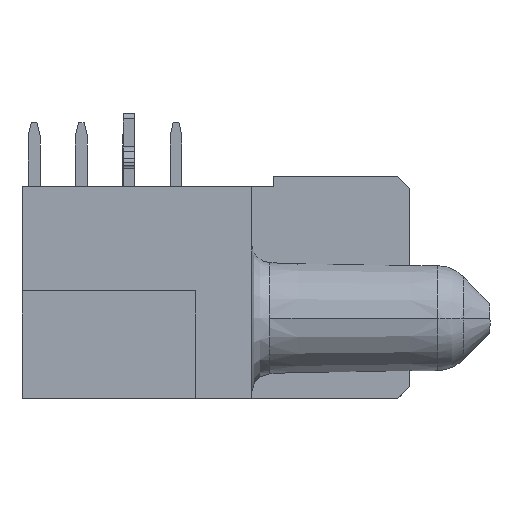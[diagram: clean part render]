
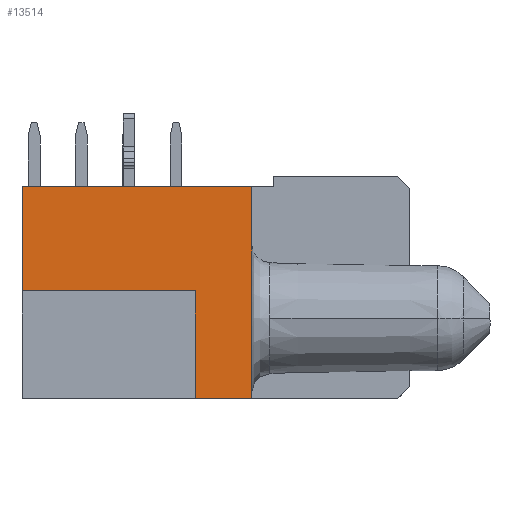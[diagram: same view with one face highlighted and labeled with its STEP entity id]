
A CAD part, left-side view. The second image highlights one B-rep face of the part: STEP entity #13514.
In plain terms, the highlighted planar face has unit normal (-1, 0, 0).
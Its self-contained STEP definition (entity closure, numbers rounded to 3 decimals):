
#6221=CARTESIAN_POINT('',(-11.43,20.83,-0.18));
#6222=VERTEX_POINT('',#6221);
#6229=CARTESIAN_POINT('',(-11.43,20.83,5.41));
#6230=VERTEX_POINT('',#6229);
#6231=CARTESIAN_POINT('',(-11.43,20.83,5.41));
#6232=DIRECTION('',(0.,0.,-1.));
#6233=VECTOR('',#6232,5.59);
#6234=LINE('',#6231,#6233);
#6235=EDGE_CURVE('',#6230,#6222,#6234,.T.);
#11758=CARTESIAN_POINT('',(-11.43,8.5,5.41));
#11759=VERTEX_POINT('',#11758);
#11894=CARTESIAN_POINT('',(-11.43,8.5,5.41));
#11895=DIRECTION('',(0.,1.,0.));
#11896=VECTOR('',#11895,12.33);
#11897=LINE('',#11894,#11896);
#11898=EDGE_CURVE('',#11759,#6230,#11897,.T.);
#13088=CARTESIAN_POINT('',(-11.43,8.5,-5.97));
#13089=VERTEX_POINT('',#13088);
#13096=CARTESIAN_POINT('',(-11.43,11.53,-5.97));
#13097=VERTEX_POINT('',#13096);
#13098=CARTESIAN_POINT('',(-11.43,8.5,-5.97));
#13099=DIRECTION('',(0.,1.,0.));
#13100=VECTOR('',#13099,3.03);
#13101=LINE('',#13098,#13100);
#13102=EDGE_CURVE('',#13089,#13097,#13101,.T.);
#13454=CARTESIAN_POINT('',(-11.43,11.53,-0.18));
#13455=VERTEX_POINT('',#13454);
#13462=CARTESIAN_POINT('',(-11.43,11.53,-0.18));
#13463=DIRECTION('',(0.,1.,0.));
#13464=VECTOR('',#13463,9.3);
#13465=LINE('',#13462,#13464);
#13466=EDGE_CURVE('',#13455,#6222,#13465,.T.);
#13491=CARTESIAN_POINT('',(-11.43,20.83,-5.97));
#13492=DIRECTION('',(0.,-1.,0.));
#13493=DIRECTION('',(-1.,0.,0.));
#13494=AXIS2_PLACEMENT_3D('',#13491,#13493,#13492);
#13495=PLANE('',#13494);
#13496=ORIENTED_EDGE('',*,*,#6235,.T.);
#13497=ORIENTED_EDGE('',*,*,#13466,.F.);
#13498=CARTESIAN_POINT('',(-11.43,11.53,-5.97));
#13499=DIRECTION('',(0.,0.,1.));
#13500=VECTOR('',#13499,5.79);
#13501=LINE('',#13498,#13500);
#13502=EDGE_CURVE('',#13097,#13455,#13501,.T.);
#13503=ORIENTED_EDGE('',*,*,#13502,.F.);
#13504=ORIENTED_EDGE('',*,*,#13102,.F.);
#13505=CARTESIAN_POINT('',(-11.43,8.5,5.41));
#13506=DIRECTION('',(0.,0.,-1.));
#13507=VECTOR('',#13506,11.38);
#13508=LINE('',#13505,#13507);
#13509=EDGE_CURVE('',#11759,#13089,#13508,.T.);
#13510=ORIENTED_EDGE('',*,*,#13509,.F.);
#13511=ORIENTED_EDGE('',*,*,#11898,.T.);
#13512=EDGE_LOOP('',(#13496,#13497,#13503,#13504,#13510,#13511));
#13513=FACE_OUTER_BOUND('',#13512,.T.);
#13514=ADVANCED_FACE('',(#13513),#13495,.T.);
